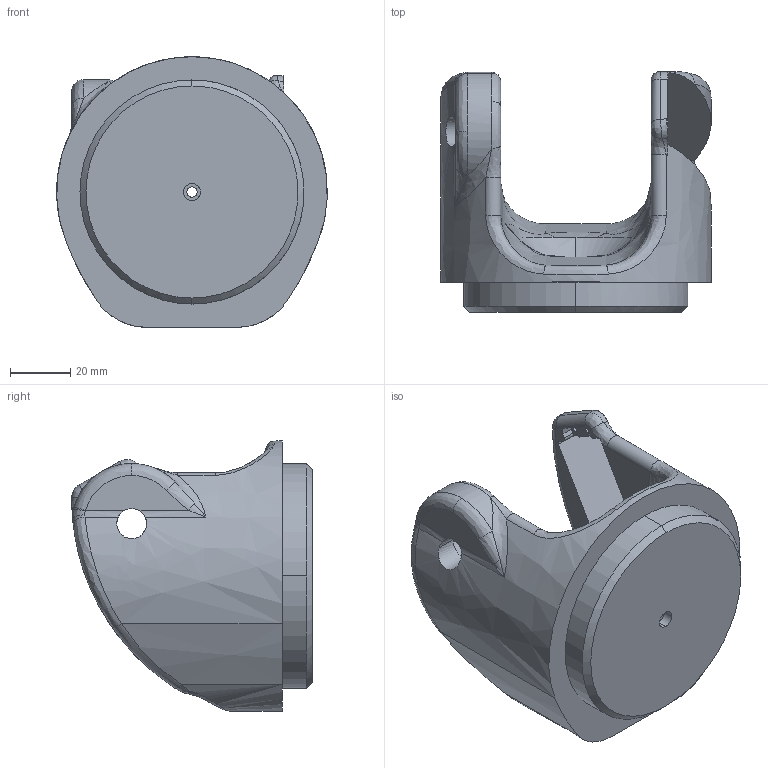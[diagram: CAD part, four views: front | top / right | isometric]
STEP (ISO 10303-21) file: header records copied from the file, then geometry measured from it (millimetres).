
FILE_DESCRIPTION(/* description */ (''),/* implementation_level */ '2;1');
FILE_NAME(/* name */ 'PROVA_~1',/* time_stamp */ '2020-05-26T18:58:29+02:00',/* author */ (''),/* organization */ (''),/* preprocessor_version */ 'ST-DEVELOPER v16.5',/* originating_system */ '',/* authorisation */ '');
FILE_SCHEMA (('AUTOMOTIVE_DESIGN'));
Length unit declared in the file: millimetre
Products named in the file (1): Document
Bounding box: 89.99 x 80.03 x 90 mm (x, y, z)
Volume: 207587.9 mm3; surface area: 35066.5 mm2
Topology: 1 solids, 1 shells, 148 faces, 397 edges, 248 vertices
Faces by surface type: bspline 104, plane 44
Entity records: 6397 total; most frequent: CARTESIAN_POINT 4020, ORIENTED_EDGE 788, EDGE_CURVE 394, B_SPLINE_CURVE_WITH_KNOTS 279, VERTEX_POINT 248, EDGE_LOOP 162, ADVANCED_FACE 148, FACE_OUTER_BOUND 148
